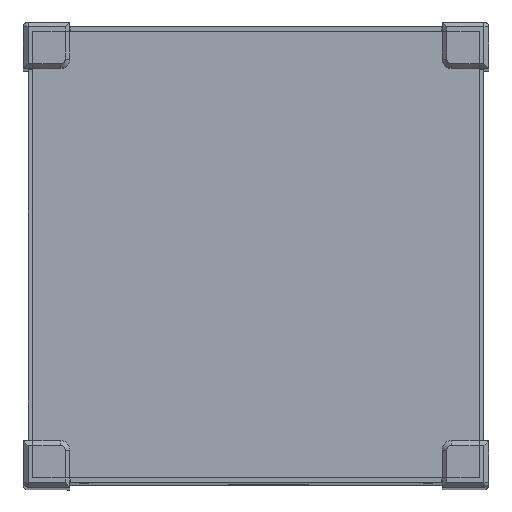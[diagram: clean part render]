
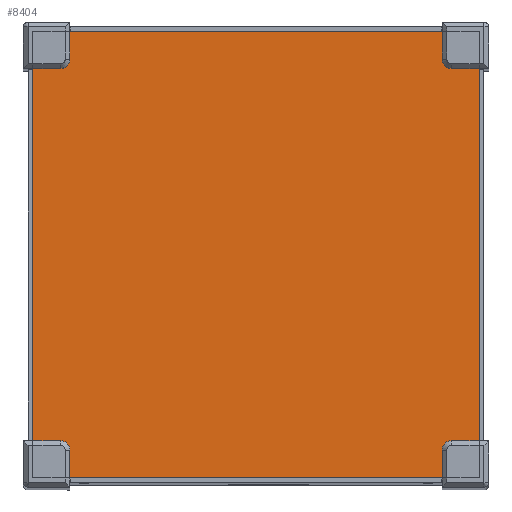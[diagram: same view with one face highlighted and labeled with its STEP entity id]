
A CAD part, top view. The second image highlights one B-rep face of the part: STEP entity #8404.
In plain terms, the highlighted planar face has unit normal (0, 0, 1).
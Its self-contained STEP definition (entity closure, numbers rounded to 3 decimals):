
#558=PLANE('',#9034);
#1008=FACE_OUTER_BOUND('',#1492,.T.);
#1492=EDGE_LOOP('',(#6163,#6164,#6165,#6166,#6167,#6168,#6169,#6170,#6171,
#6172,#6173,#6174,#6175,#6176,#6177,#6178));
#2229=LINE('',#12836,#2922);
#2230=LINE('',#12838,#2923);
#2231=LINE('',#12842,#2924);
#2232=LINE('',#12844,#2925);
#2233=LINE('',#12846,#2926);
#2234=LINE('',#12850,#2927);
#2235=LINE('',#12852,#2928);
#2236=LINE('',#12854,#2929);
#2237=LINE('',#12858,#2930);
#2238=LINE('',#12860,#2931);
#2239=LINE('',#12862,#2932);
#2240=LINE('',#12865,#2933);
#2922=VECTOR('',#10166,10.);
#2923=VECTOR('',#10167,10.);
#2924=VECTOR('',#10170,10.);
#2925=VECTOR('',#10171,10.);
#2926=VECTOR('',#10172,10.);
#2927=VECTOR('',#10175,10.);
#2928=VECTOR('',#10176,10.);
#2929=VECTOR('',#10177,10.);
#2930=VECTOR('',#10180,10.);
#2931=VECTOR('',#10181,10.);
#2932=VECTOR('',#10182,10.);
#2933=VECTOR('',#10185,10.);
#3589=CIRCLE('',#9035,2.);
#3590=CIRCLE('',#9036,2.);
#3591=CIRCLE('',#9037,2.);
#3592=CIRCLE('',#9038,2.);
#4087=VERTEX_POINT('',#12834);
#4088=VERTEX_POINT('',#12835);
#4089=VERTEX_POINT('',#12837);
#4090=VERTEX_POINT('',#12839);
#4091=VERTEX_POINT('',#12841);
#4092=VERTEX_POINT('',#12843);
#4093=VERTEX_POINT('',#12845);
#4094=VERTEX_POINT('',#12847);
#4095=VERTEX_POINT('',#12849);
#4096=VERTEX_POINT('',#12851);
#4097=VERTEX_POINT('',#12853);
#4098=VERTEX_POINT('',#12855);
#4099=VERTEX_POINT('',#12857);
#4100=VERTEX_POINT('',#12859);
#4101=VERTEX_POINT('',#12861);
#4102=VERTEX_POINT('',#12863);
#4902=EDGE_CURVE('',#4087,#4088,#2229,.T.);
#4903=EDGE_CURVE('',#4087,#4089,#2230,.T.);
#4904=EDGE_CURVE('',#4090,#4089,#3589,.T.);
#4905=EDGE_CURVE('',#4091,#4090,#2231,.T.);
#4906=EDGE_CURVE('',#4091,#4092,#2232,.T.);
#4907=EDGE_CURVE('',#4092,#4093,#2233,.T.);
#4908=EDGE_CURVE('',#4093,#4094,#3590,.T.);
#4909=EDGE_CURVE('',#4095,#4094,#2234,.T.);
#4910=EDGE_CURVE('',#4095,#4096,#2235,.T.);
#4911=EDGE_CURVE('',#4096,#4097,#2236,.T.);
#4912=EDGE_CURVE('',#4097,#4098,#3591,.T.);
#4913=EDGE_CURVE('',#4099,#4098,#2237,.T.);
#4914=EDGE_CURVE('',#4100,#4099,#2238,.T.);
#4915=EDGE_CURVE('',#4100,#4101,#2239,.T.);
#4916=EDGE_CURVE('',#4101,#4102,#3592,.T.);
#4917=EDGE_CURVE('',#4088,#4102,#2240,.T.);
#6163=ORIENTED_EDGE('',*,*,#4902,.F.);
#6164=ORIENTED_EDGE('',*,*,#4903,.T.);
#6165=ORIENTED_EDGE('',*,*,#4904,.F.);
#6166=ORIENTED_EDGE('',*,*,#4905,.F.);
#6167=ORIENTED_EDGE('',*,*,#4906,.T.);
#6168=ORIENTED_EDGE('',*,*,#4907,.T.);
#6169=ORIENTED_EDGE('',*,*,#4908,.T.);
#6170=ORIENTED_EDGE('',*,*,#4909,.F.);
#6171=ORIENTED_EDGE('',*,*,#4910,.T.);
#6172=ORIENTED_EDGE('',*,*,#4911,.T.);
#6173=ORIENTED_EDGE('',*,*,#4912,.T.);
#6174=ORIENTED_EDGE('',*,*,#4913,.F.);
#6175=ORIENTED_EDGE('',*,*,#4914,.F.);
#6176=ORIENTED_EDGE('',*,*,#4915,.T.);
#6177=ORIENTED_EDGE('',*,*,#4916,.T.);
#6178=ORIENTED_EDGE('',*,*,#4917,.F.);
#8404=ADVANCED_FACE('',(#1008),#558,.T.);
#9034=AXIS2_PLACEMENT_3D('',#12833,#10164,#10165);
#9035=AXIS2_PLACEMENT_3D('',#12840,#10168,#10169);
#9036=AXIS2_PLACEMENT_3D('',#12848,#10173,#10174);
#9037=AXIS2_PLACEMENT_3D('',#12856,#10178,#10179);
#9038=AXIS2_PLACEMENT_3D('',#12864,#10183,#10184);
#10164=DIRECTION('center_axis',(0.,0.,1.));
#10165=DIRECTION('ref_axis',(1.,0.,0.));
#10166=DIRECTION('',(0.,1.,0.));
#10167=DIRECTION('',(1.,0.,0.));
#10168=DIRECTION('center_axis',(0.,0.,1.));
#10169=DIRECTION('ref_axis',(0.,1.,0.));
#10170=DIRECTION('',(0.,1.,0.));
#10171=DIRECTION('',(1.,0.,0.));
#10172=DIRECTION('',(0.,1.,0.));
#10173=DIRECTION('center_axis',(0.,0.,-1.));
#10174=DIRECTION('ref_axis',(0.,1.,0.));
#10175=DIRECTION('',(-1.,0.,0.));
#10176=DIRECTION('',(0.,1.,0.));
#10177=DIRECTION('',(-1.,0.,0.));
#10178=DIRECTION('center_axis',(0.,0.,-1.));
#10179=DIRECTION('ref_axis',(-1.,0.,0.));
#10180=DIRECTION('',(0.,-1.,0.));
#10181=DIRECTION('',(1.,0.,0.));
#10182=DIRECTION('',(0.,-1.,0.));
#10183=DIRECTION('center_axis',(0.,0.,-1.));
#10184=DIRECTION('ref_axis',(0.,-1.,0.));
#10185=DIRECTION('',(1.,0.,0.));
#12833=CARTESIAN_POINT('Origin',(0.,-52.01,91.5));
#12834=CARTESIAN_POINT('',(-48.,-40.,91.5));
#12835=CARTESIAN_POINT('',(-48.,40.,91.5));
#12836=CARTESIAN_POINT('',(-48.,-40.,91.5));
#12837=CARTESIAN_POINT('',(-42.,-40.,91.5));
#12838=CARTESIAN_POINT('',(-48.,-40.,91.5));
#12839=CARTESIAN_POINT('',(-40.,-42.,91.5));
#12840=CARTESIAN_POINT('Origin',(-42.,-42.,91.5));
#12841=CARTESIAN_POINT('',(-40.,-48.,91.5));
#12842=CARTESIAN_POINT('',(-40.,-48.,91.5));
#12843=CARTESIAN_POINT('',(40.,-48.,91.5));
#12844=CARTESIAN_POINT('',(-40.,-48.,91.5));
#12845=CARTESIAN_POINT('',(40.,-42.,91.5));
#12846=CARTESIAN_POINT('',(40.,-48.,91.5));
#12847=CARTESIAN_POINT('',(42.,-40.,91.5));
#12848=CARTESIAN_POINT('Origin',(42.,-42.,91.5));
#12849=CARTESIAN_POINT('',(48.,-40.,91.5));
#12850=CARTESIAN_POINT('',(48.,-40.,91.5));
#12851=CARTESIAN_POINT('',(48.,40.,91.5));
#12852=CARTESIAN_POINT('',(48.,19.,91.5));
#12853=CARTESIAN_POINT('',(42.,40.,91.5));
#12854=CARTESIAN_POINT('',(48.,40.,91.5));
#12855=CARTESIAN_POINT('',(40.,42.,91.5));
#12856=CARTESIAN_POINT('Origin',(42.,42.,91.5));
#12857=CARTESIAN_POINT('',(40.,48.,91.5));
#12858=CARTESIAN_POINT('',(40.,48.,91.5));
#12859=CARTESIAN_POINT('',(-40.,48.,91.5));
#12860=CARTESIAN_POINT('',(19.,48.,91.5));
#12861=CARTESIAN_POINT('',(-40.,42.,91.5));
#12862=CARTESIAN_POINT('',(-40.,48.,91.5));
#12863=CARTESIAN_POINT('',(-42.,40.,91.5));
#12864=CARTESIAN_POINT('Origin',(-42.,42.,91.5));
#12865=CARTESIAN_POINT('',(-48.,40.,91.5));
